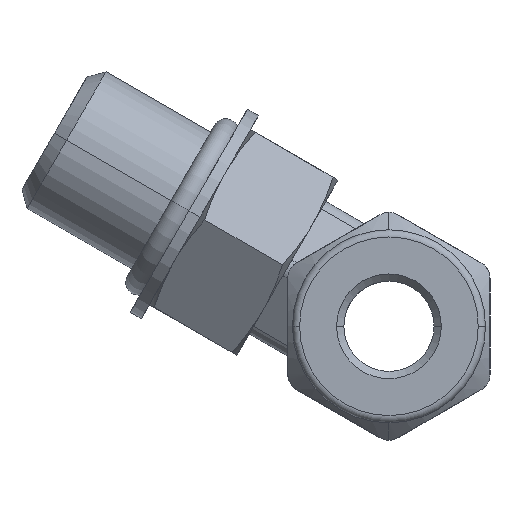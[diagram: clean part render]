
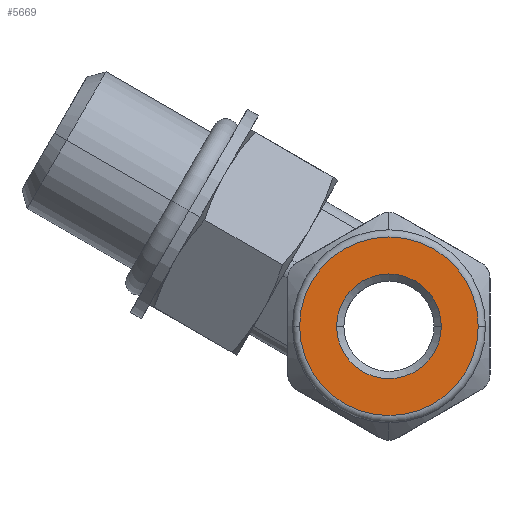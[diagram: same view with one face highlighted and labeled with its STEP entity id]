
A CAD part, left-side view. The second image highlights one B-rep face of the part: STEP entity #5669.
In plain terms, the highlighted planar face has unit normal (-1, 0, 0).
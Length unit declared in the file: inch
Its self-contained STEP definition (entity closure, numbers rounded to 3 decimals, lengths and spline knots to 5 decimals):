
#2273=CARTESIAN_POINT('',(-1.285,0.,0.));
#2274=DIRECTION('',(-1.,0.,0.));
#2275=DIRECTION('',(0.,1.,0.));
#2276=AXIS2_PLACEMENT_3D('',#2273,#2274,#2275);
#2303=CARTESIAN_POINT('',(-1.285,0.,0.));
#2304=DIRECTION('',(-1.,0.,0.));
#2305=DIRECTION('',(0.,-1.,0.));
#2306=AXIS2_PLACEMENT_3D('',#2303,#2304,#2305);
#2327=CARTESIAN_POINT('',(-1.285,0.,0.));
#2328=DIRECTION('',(-1.,0.,0.));
#2329=DIRECTION('',(0.,1.,0.));
#2330=AXIS2_PLACEMENT_3D('',#2327,#2328,#2329);
#2945=CARTESIAN_POINT('',(-1.285,0.,0.));
#2946=DIRECTION('',(-1.,0.,0.));
#2947=DIRECTION('',(0.,-1.,0.));
#2948=AXIS2_PLACEMENT_3D('',#2945,#2946,#2947);
#3452=CARTESIAN_POINT('',(-1.285,-0.2475,0.));
#3453=CARTESIAN_POINT('',(-1.285,0.2475,0.));
#3454=VERTEX_POINT('',#3452);
#3455=VERTEX_POINT('',#3453);
#3618=CARTESIAN_POINT('',(-1.285,-0.145,0.));
#3619=CARTESIAN_POINT('',(-1.285,0.145,0.));
#3620=VERTEX_POINT('',#3618);
#3621=VERTEX_POINT('',#3619);
#5653=CARTESIAN_POINT('',(-1.285,0.,0.));
#5654=DIRECTION('',(1.,0.,0.));
#5655=DIRECTION('',(0.,-1.,0.));
#5656=AXIS2_PLACEMENT_3D('',#5653,#5654,#5655);
#5657=PLANE('',#5656);
#5659=ORIENTED_EDGE('',*,*,#5658,.F.);
#5661=ORIENTED_EDGE('',*,*,#5660,.F.);
#5662=EDGE_LOOP('',(#5659,#5661));
#5663=FACE_OUTER_BOUND('',#5662,.F.);
#5665=ORIENTED_EDGE('',*,*,#5664,.T.);
#5666=ORIENTED_EDGE('',*,*,#5643,.T.);
#5667=EDGE_LOOP('',(#5665,#5666));
#5668=FACE_BOUND('',#5667,.F.);
#5669=ADVANCED_FACE('',(#5663,#5668),#5657,.F.);
#2277=CIRCLE('',#2276,0.145);
#2307=CIRCLE('',#2306,0.2475);
#2331=CIRCLE('',#2330,0.2475);
#2949=CIRCLE('',#2948,0.145);
#5643=EDGE_CURVE('',#3621,#3620,#2277,.T.);
#5658=EDGE_CURVE('',#3454,#3455,#2307,.T.);
#5660=EDGE_CURVE('',#3455,#3454,#2331,.T.);
#5664=EDGE_CURVE('',#3620,#3621,#2949,.T.);
